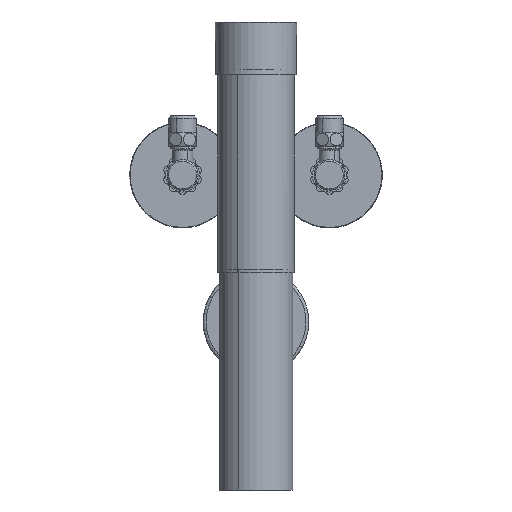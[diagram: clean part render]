
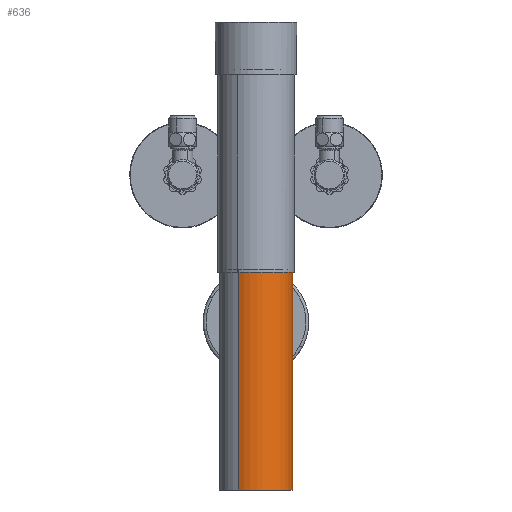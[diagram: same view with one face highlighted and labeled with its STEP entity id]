
A CAD part, front view. The second image highlights one B-rep face of the part: STEP entity #636.
In plain terms, the highlighted cylindrical face has radius 25 mm (diameter 50 mm), a partial arc.
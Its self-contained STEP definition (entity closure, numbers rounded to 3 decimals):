
#396=CARTESIAN_POINT(' ',(0.,0.,0.));
#401=DIRECTION(' ',(-0.,0.,-1.));
#406=DIRECTION(' ',(0.479,0.878,0.));
#411=AXIS2_PLACEMENT_3D(' ',#396,#401,#406);
#416=CIRCLE('',#411,25.);
#421=CARTESIAN_POINT(' ',(11.986,21.94,0.));
#422=VERTEX_POINT(' ',#421);
#426=CARTESIAN_POINT(' ',(-11.986,-21.94,0.));
#427=VERTEX_POINT(' ',#426);
#431=EDGE_CURVE(' ',#422,#427,#416,.T.);
#491=CARTESIAN_POINT(' ',(0.,0.,75.));
#496=DIRECTION(' ',(0.,0.,-1.));
#501=DIRECTION(' ',(0.479,0.878,0.));
#506=AXIS2_PLACEMENT_3D(' ',#491,#496,#501);
#511=CYLINDRICAL_SURFACE(' ',#506,25.);
#516=ORIENTED_EDGE(' ',*,*,#431,.F.);
#521=CARTESIAN_POINT(' ',(11.986,21.94,0.));
#526=DIRECTION(' ',(0.,0.,1.));
#531=VECTOR(' ',#526,1.);
#536=LINE('',#521,#531);
#541=CARTESIAN_POINT(' ',(11.986,21.94,150.));
#542=VERTEX_POINT(' ',#541);
#546=EDGE_CURVE(' ',#422,#542,#536,.T.);
#551=ORIENTED_EDGE(' ',*,*,#546,.T.);
#556=CARTESIAN_POINT(' ',(0.,0.,150.));
#561=DIRECTION(' ',(0.,0.,-1.));
#566=DIRECTION(' ',(0.479,0.878,0.));
#571=AXIS2_PLACEMENT_3D(' ',#556,#561,#566);
#576=CIRCLE('',#571,25.);
#581=CARTESIAN_POINT(' ',(-11.986,-21.94,150.));
#582=VERTEX_POINT(' ',#581);
#586=EDGE_CURVE(' ',#542,#582,#576,.T.);
#591=ORIENTED_EDGE(' ',*,*,#586,.T.);
#596=CARTESIAN_POINT(' ',(-11.986,-21.94,0.));
#601=DIRECTION(' ',(0.,0.,1.));
#606=VECTOR(' ',#601,1.);
#611=LINE('',#596,#606);
#616=EDGE_CURVE(' ',#427,#582,#611,.T.);
#621=ORIENTED_EDGE(' ',*,*,#616,.F.);
#626=EDGE_LOOP(' ',(#516,#551,#591,#621));
#631=FACE_OUTER_BOUND(' ',#626,.T.);
#636=ADVANCED_FACE('',(#631),#511,.T.);
